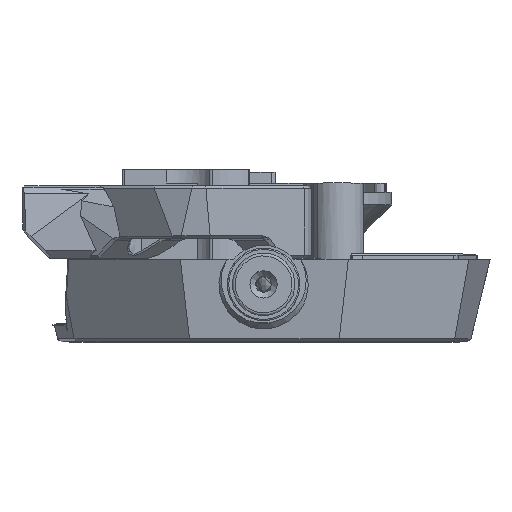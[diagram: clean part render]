
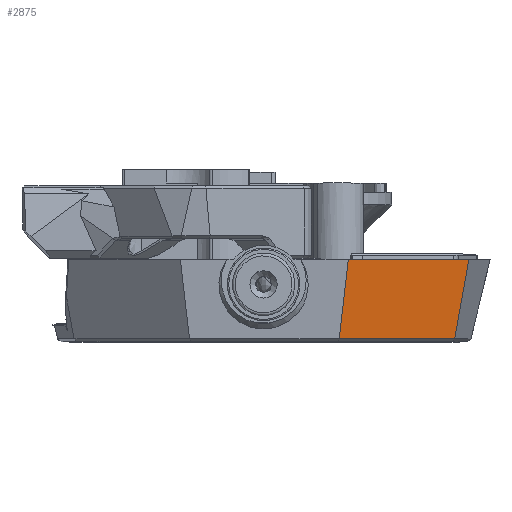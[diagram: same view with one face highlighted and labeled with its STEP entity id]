
A CAD part, top view. The second image highlights one B-rep face of the part: STEP entity #2875.
In plain terms, the highlighted planar face has unit normal (0.622, -0.139, 0.771).
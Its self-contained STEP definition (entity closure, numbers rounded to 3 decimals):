
#2176=PLANE('',#17157);
#2875=ADVANCED_FACE('',(#3878),#2176,.F.);
#3878=FACE_OUTER_BOUND('',#4720,.T.);
#4720=EDGE_LOOP('',(#10276,#10277,#10278,#10279,#10280));
#5290=LINE('',#22035,#6638);
#5937=LINE('',#26019,#7285);
#5938=LINE('',#26021,#7286);
#5939=LINE('',#26023,#7287);
#5940=LINE('',#26024,#7288);
#6638=VECTOR('',#17922,1.);
#7285=VECTOR('',#19811,1.);
#7286=VECTOR('',#19814,1.);
#7287=VECTOR('',#19815,1.);
#7288=VECTOR('',#19816,1.);
#10276=ORIENTED_EDGE('',*,*,#15240,.F.);
#10277=ORIENTED_EDGE('',*,*,#15241,.F.);
#10278=ORIENTED_EDGE('',*,*,#15239,.F.);
#10279=ORIENTED_EDGE('',*,*,#15242,.F.);
#10280=ORIENTED_EDGE('',*,*,#14205,.F.);
#12798=VERTEX_POINT('',#22016);
#12803=VERTEX_POINT('',#22034);
#13513=VERTEX_POINT('',#26015);
#13514=VERTEX_POINT('',#26018);
#13515=VERTEX_POINT('',#26022);
#14205=EDGE_CURVE('',#12803,#12798,#5290,.T.);
#15239=EDGE_CURVE('',#13514,#13513,#5937,.T.);
#15240=EDGE_CURVE('',#13515,#12803,#5938,.T.);
#15241=EDGE_CURVE('',#13513,#13515,#5939,.T.);
#15242=EDGE_CURVE('',#12798,#13514,#5940,.T.);
#17157=AXIS2_PLACEMENT_3D('',#26025,#19817,#19818);
#17922=DIRECTION('',(0.114,0.99,0.087));
#19811=DIRECTION('',(-0.176,-0.984,-0.035));
#19814=DIRECTION('',(-0.606,0.537,0.586));
#19815=DIRECTION('',(-0.778,0.,0.628));
#19816=DIRECTION('',(0.778,0.,-0.628));
#19817=DIRECTION('',(-0.622,0.139,-0.771));
#19818=DIRECTION('',(0.778,0.,-0.628));
#22016=CARTESIAN_POINT('',(12.181,134.5,190.991));
#22034=CARTESIAN_POINT('',(10.865,123.098,189.993));
#22035=CARTESIAN_POINT('',(12.131,134.074,190.954));
#26015=CARTESIAN_POINT('',(27.471,123.096,176.593));
#26018=CARTESIAN_POINT('',(29.515,134.5,177.003));
#26019=CARTESIAN_POINT('',(29.164,132.54,176.933));
#26021=CARTESIAN_POINT('',(9.793,124.048,191.03));
#26022=CARTESIAN_POINT('',(10.868,123.096,189.991));
#26023=CARTESIAN_POINT('',(19.123,123.096,183.329));
#26024=CARTESIAN_POINT('',(21.963,134.5,183.097));
#26025=CARTESIAN_POINT('',(22.252,137.85,183.469));
